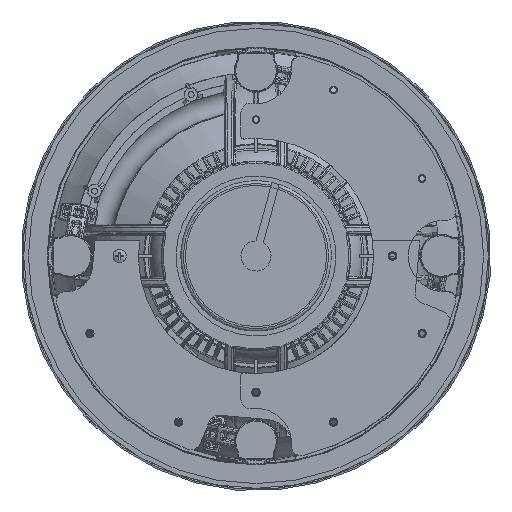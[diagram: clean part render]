
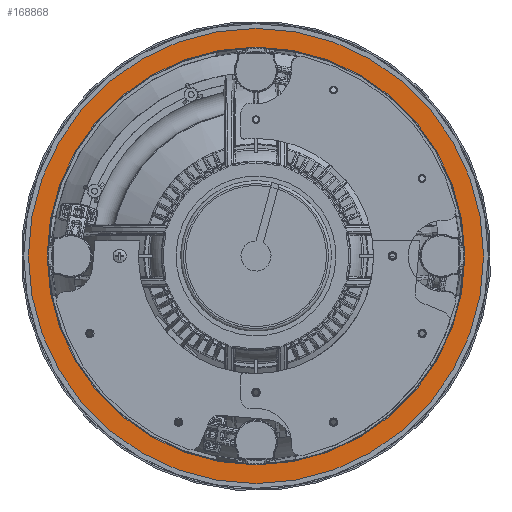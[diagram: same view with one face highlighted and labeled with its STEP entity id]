
A CAD part, front view. The second image highlights one B-rep face of the part: STEP entity #168868.
In plain terms, the highlighted planar face has unit normal (0, -1, 0).
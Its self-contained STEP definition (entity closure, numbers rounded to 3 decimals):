
#5555 = DIRECTION ( 'NONE',  ( 0., -1., 0. ) ) ;
#11307 = CARTESIAN_POINT ( 'NONE',  ( -121., 75.5, 0. ) ) ;
#19943 = CARTESIAN_POINT ( 'NONE',  ( 0., 75.5, 0. ) ) ;
#24495 = DIRECTION ( 'NONE',  ( 0., -1., 0. ) ) ;
#34336 = CARTESIAN_POINT ( 'NONE',  ( 111., 75.5, 0. ) ) ;
#36239 = DIRECTION ( 'NONE',  ( 1., 0., 0. ) ) ;
#36425 = EDGE_CURVE ( 'NONE', #117542, #321357, #69721, .T. ) ;
#65965 = CIRCLE ( 'NONE', #180496, 121. ) ;
#69721 = CIRCLE ( 'NONE', #98151, 111. ) ;
#73948 = DIRECTION ( 'NONE',  ( 0., -1., 0. ) ) ;
#75943 = EDGE_CURVE ( 'NONE', #321357, #117542, #251299, .T. ) ;
#78571 = EDGE_LOOP ( 'NONE', ( #300100, #218427 ) ) ;
#78795 = FACE_BOUND ( 'NONE', #78571, .T. ) ;
#80051 = VERTEX_POINT ( 'NONE', #263536 ) ;
#98151 = AXIS2_PLACEMENT_3D ( 'NONE', #223168, #176286, #36239 ) ;
#109192 = PLANE ( 'NONE',  #298227 ) ;
#117542 = VERTEX_POINT ( 'NONE', #34336 ) ;
#130654 = DIRECTION ( 'NONE',  ( 1., 0., 0. ) ) ;
#138640 = DIRECTION ( 'NONE',  ( 1., 0., 0. ) ) ;
#139335 = ORIENTED_EDGE ( 'NONE', *, *, #279599, .T. ) ;
#142853 = EDGE_CURVE ( 'NONE', #299300, #80051, #65965, .T. ) ;
#161314 = DIRECTION ( 'NONE',  ( 0., -1., 0. ) ) ;
#168868 = ADVANCED_FACE ( 'NONE', ( #328490, #78795 ), #109192, .T. ) ;
#176286 = DIRECTION ( 'NONE',  ( 0., -1., 0. ) ) ;
#180496 = AXIS2_PLACEMENT_3D ( 'NONE', #19943, #73948, #298485 ) ;
#182412 = AXIS2_PLACEMENT_3D ( 'NONE', #351787, #24495, #130654 ) ;
#201481 = ORIENTED_EDGE ( 'NONE', *, *, #142853, .T. ) ;
#210376 = CIRCLE ( 'NONE', #290847, 121. ) ;
#218427 = ORIENTED_EDGE ( 'NONE', *, *, #36425, .F. ) ;
#219367 = CARTESIAN_POINT ( 'NONE',  ( 0., 75.5, 0. ) ) ;
#223168 = CARTESIAN_POINT ( 'NONE',  ( 0., 75.5, 0. ) ) ;
#238698 = DIRECTION ( 'NONE',  ( 1., 0., 0. ) ) ;
#251299 = CIRCLE ( 'NONE', #182412, 111. ) ;
#251757 = EDGE_LOOP ( 'NONE', ( #201481, #139335 ) ) ;
#263536 = CARTESIAN_POINT ( 'NONE',  ( 121., 75.5, 0. ) ) ;
#279599 = EDGE_CURVE ( 'NONE', #80051, #299300, #210376, .T. ) ;
#290847 = AXIS2_PLACEMENT_3D ( 'NONE', #219367, #5555, #138640 ) ;
#294480 = CARTESIAN_POINT ( 'NONE',  ( 0., 75.5, 0. ) ) ;
#298227 = AXIS2_PLACEMENT_3D ( 'NONE', #294480, #161314, #238698 ) ;
#298485 = DIRECTION ( 'NONE',  ( 1., 0., 0. ) ) ;
#299300 = VERTEX_POINT ( 'NONE', #11307 ) ;
#300100 = ORIENTED_EDGE ( 'NONE', *, *, #75943, .F. ) ;
#313454 = CARTESIAN_POINT ( 'NONE',  ( -111., 75.5, 0. ) ) ;
#321357 = VERTEX_POINT ( 'NONE', #313454 ) ;
#328490 = FACE_OUTER_BOUND ( 'NONE', #251757, .T. ) ;
#351787 = CARTESIAN_POINT ( 'NONE',  ( 0., 75.5, 0. ) ) ;
